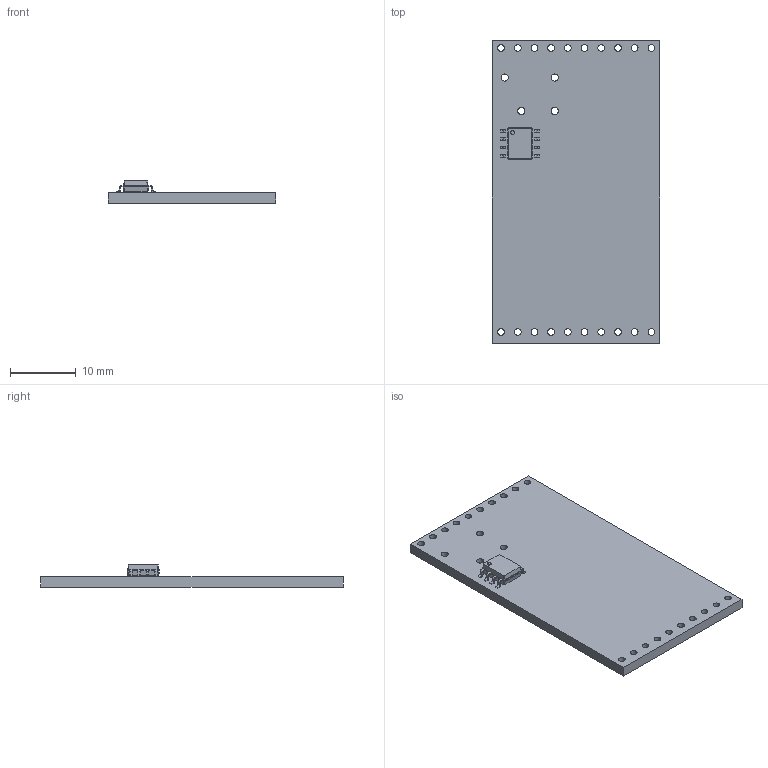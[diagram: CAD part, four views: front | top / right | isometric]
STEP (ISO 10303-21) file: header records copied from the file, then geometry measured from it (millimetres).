
FILE_DESCRIPTION(('KiCad electronic assembly'),'2;1');
FILE_NAME('RTDS Control Module.step','2025-01-25T17:00:16',('Pcbnew'),( 'Kicad'),'Open CASCADE STEP processor 7.8','KiCad to STEP converter' ,'Unknown');
FILE_SCHEMA(('AUTOMOTIVE_DESIGN { 1 0 10303 214 1 1 1 1 }'));
Length unit declared in the file: millimetre
Products named in the file (4): RTDS Control Module 1; SOIC-8_3.9x4.9mm_P1.27mm; SOIC_8_39x49mm_P127mm; RTDS Control Module_PCB
Assembly tree (3 placements, depth 3):
  RTDS Control Module 1
    SOIC-8_3.9x4.9mm_P1.27mm
      SOIC_8_39x49mm_P127mm
    RTDS Control Module_PCB
Bounding box: 25.4 x 46 x 3.4 mm (x, y, z)
Volume: 1867.4 mm3; surface area: 2728.4 mm2
Topology: 2 solids, 2 shells, 186 faces, 487 edges, 306 vertices
Faces by surface type: plane 97, cylinder 57, bspline 32
Full cylindrical faces by diameter (mm): 0.6 x1, 1.02 x20, 1.1 x4
Entity records: 6868 total; most frequent: CARTESIAN_POINT 1111, ORIENTED_EDGE 974, DIRECTION 885, EDGE_CURVE 487, LINE 341, VECTOR 341, VERTEX_POINT 306, AXIS2_PLACEMENT_3D 272
